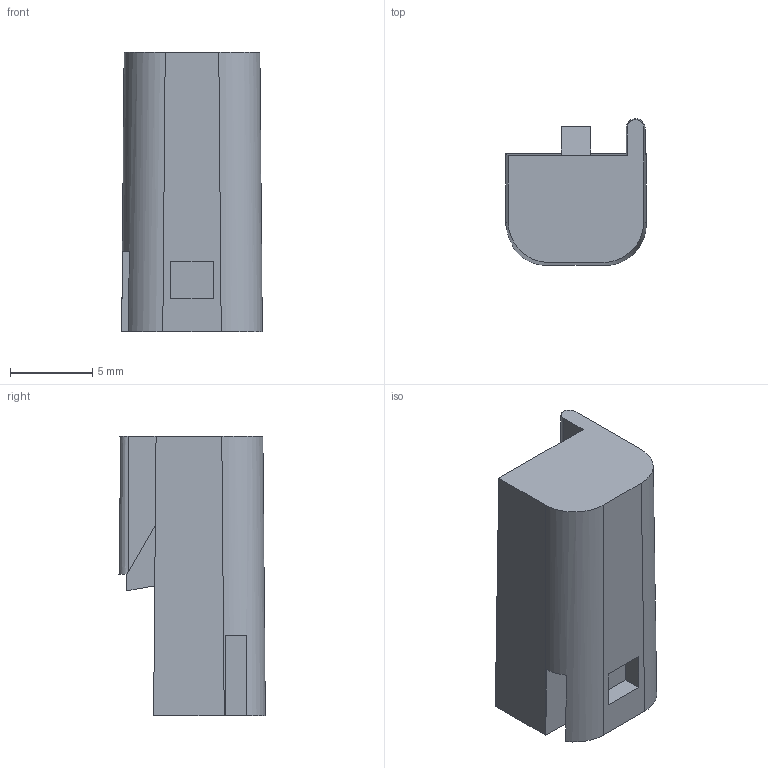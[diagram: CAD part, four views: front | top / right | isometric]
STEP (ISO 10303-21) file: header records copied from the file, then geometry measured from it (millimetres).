
FILE_DESCRIPTION(/* description */ (''),/* implementation_level */ '2;1');
FILE_NAME(/* name */ '12059249-ENV11_04-CONN.stp',/* time_stamp */ '2024-01-12T16:51:47+08:00',/* author */ (''),/* organization */ (''),/* preprocessor_version */ 'ST-DEVELOPER v16',/* originating_system */ 'SIEMENS PLM Software NX 11.0',/* authorisation */ '');
FILE_SCHEMA (('AUTOMOTIVE_DESIGN { 1 0 10303 214 3 1 1 1 }'));
Length unit declared in the file: millimetre
Products named in the file (1): 12059249-ENV11_04-CONN
Bounding box: 8.56 x 8.92 x 17 mm (x, y, z)
Volume: 878.6 mm3; surface area: 700.1 mm2
Topology: 1 solids, 1 shells, 24 faces, 63 edges, 42 vertices
Faces by surface type: plane 21, cylinder 2, cone 1
Entity records: 765 total; most frequent: CARTESIAN_POINT 130, ORIENTED_EDGE 126, DIRECTION 123, EDGE_CURVE 63, LINE 53, VECTOR 53, VERTEX_POINT 42, AXIS2_PLACEMENT_3D 35
